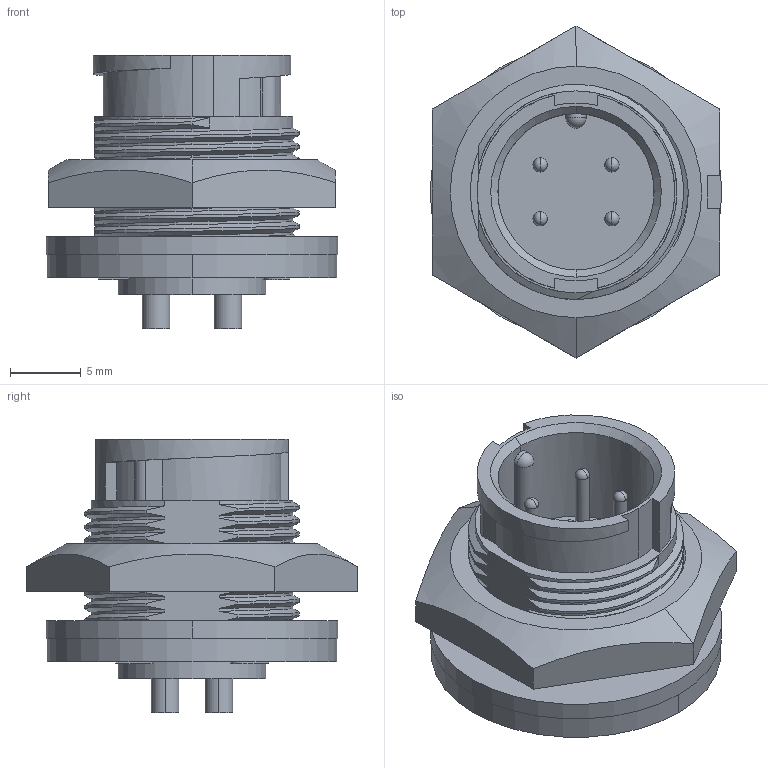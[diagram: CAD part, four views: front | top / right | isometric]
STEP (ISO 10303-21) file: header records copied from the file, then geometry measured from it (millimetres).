
FILE_DESCRIPTION (( 'STEP AP203' ), '1' );
FILE_NAME ('7280-4PG-300.STEP', '2014-03-28T15:01:08', ( '' ), ( '' ), 'SwSTEP 2.0', 'SolidWorks 2014', '' );
FILE_SCHEMA (( 'CONFIG_CONTROL_DESIGN' ));
Length unit declared in the file: inch
Products named in the file (1): 7280-4PG-300
Bounding box: 20.62 x 23.46 x 19.34 mm (x, y, z)
Volume: 2898.7 mm3; surface area: 2912.5 mm2
Topology: 2 solids, 2 shells, 232 faces, 627 edges, 417 vertices
Faces by surface type: cylinder 84, plane 82, bspline 53, sphere 9, cone 4
Entity records: 14738 total; most frequent: CARTESIAN_POINT 9497, ORIENTED_EDGE 1250, DIRECTION 829, EDGE_CURVE 625, VERTEX_POINT 416, LINE 301, VECTOR 301, AXIS2_PLACEMENT_3D 264
